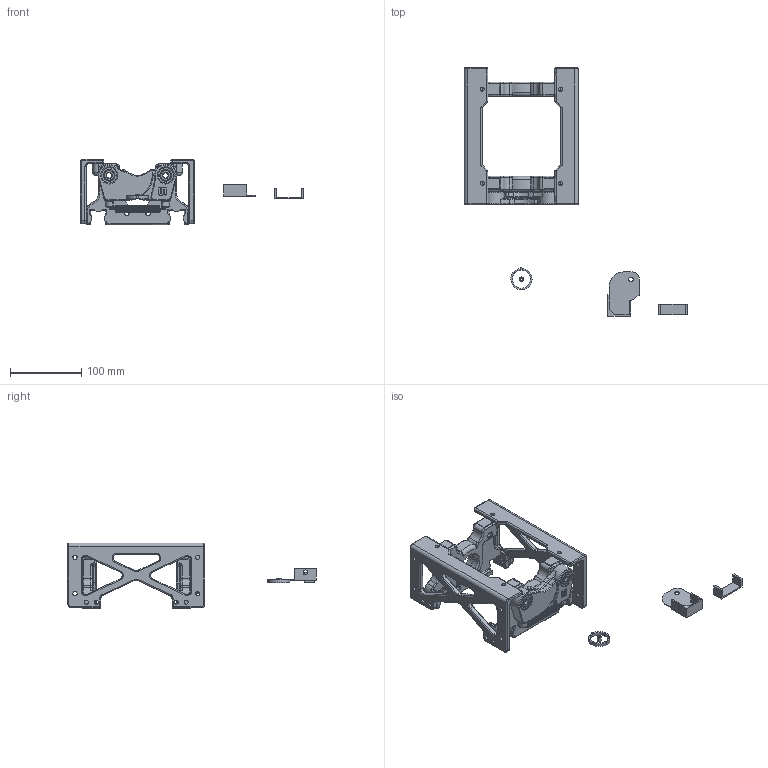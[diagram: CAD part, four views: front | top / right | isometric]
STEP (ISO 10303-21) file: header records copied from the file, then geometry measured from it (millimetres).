
FILE_DESCRIPTION(/* description */ (''),/* implementation_level */ '2;1');
FILE_NAME(/* name */ 'Object 77-B BIG v34.step',/* time_stamp */ '2022-01-12T09:37:07-05:00',/* author */ (''),/* organization */ (''),/* preprocessor_version */ 'ST-DEVELOPER v18.1',/* originating_system */ 'Autodesk Translation Framework v10.10.0.1391',/* authorisation */ '');
FILE_SCHEMA (('AUTOMOTIVE_DESIGN { 1 0 10303 214 3 1 1 }'));
Products named in the file (10): Object 77-B BIG; BASE_ROLL; Cam (hard center) 2; 9044K265_Music-Wire Steel Extension Spring; BASE_ROLL_CAMS; bearings (2); 5972K91_Ball Bearing; Cam_bearing_washer; 98689A116_General Purpose 18-8 Stainless Steel Washer; Sidewall
Assembly tree (17 placements, depth 4):
  Object 77-B BIG
    BASE_ROLL
      BASE_ROLL_CAMS  x2
      Cam (hard center) 2  x2
      9044K265_Music-Wire Steel Extension Spring
      bearings (2)
        5972K91_Ball Bearing  x4
        Cam_bearing_washer  x2
        98689A116_General Purpose 18-8 Stainless Steel Washer  x2
      Sidewall  x2
Bounding box: 313 x 348 x 92.5 mm (x, y, z)
Volume: 558290.3 mm3; surface area: 182549.3 mm2
Topology: 71 solids, 71 shells, 1250 faces, 3016 edges, 1790 vertices
Faces by surface type: cylinder 502, plane 321, torus 211, bspline 88, cone 64, sphere 64
Full cylindrical faces by diameter (mm): 2.2 x4, 3.2 x1, 3.85 x2, 5.4 x6, 5.5 x14, 5.8 x12, 6 x1, 6.5 x2, 6.6 x1, 6.7 x4, 7.5 x4, 8 x4, 8.4 x2, 13 x2, 13.681 x8, 15 x2, 16.319 x8, 21.5 x2, 22 x6, 32 x2, 35.2 x2
Entity records: 42693 total; most frequent: CARTESIAN_POINT 27416, DIRECTION 3369, ORIENTED_EDGE 2978, EDGE_CURVE 1489, AXIS2_PLACEMENT_3D 1345, VERTEX_POINT 907, EDGE_LOOP 708, LINE 679
